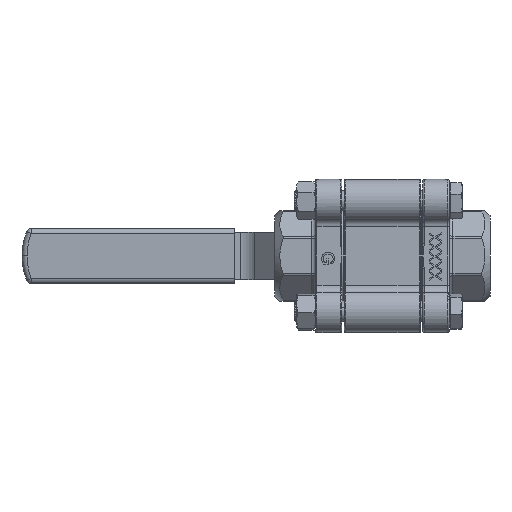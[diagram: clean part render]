
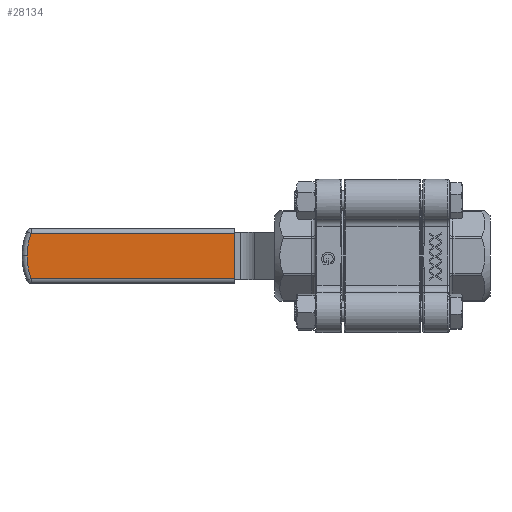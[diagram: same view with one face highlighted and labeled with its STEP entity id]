
A CAD part, front view. The second image highlights one B-rep face of the part: STEP entity #28134.
In plain terms, the highlighted planar face has unit normal (0, -1, 0).
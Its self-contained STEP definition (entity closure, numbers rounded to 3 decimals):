
#4300 = DIRECTION ( 'NONE',  ( 0., 1., 0. ) ) ;
#7554 = CARTESIAN_POINT ( 'NONE',  ( -117.5, 79.833, 0. ) ) ;
#9284 = LINE ( 'NONE', #33259, #55037 ) ;
#10066 = PLANE ( 'NONE',  #38460 ) ;
#10419 = VECTOR ( 'NONE', #36722, 1000. ) ;
#12300 = CARTESIAN_POINT ( 'NONE',  ( -140.287, 79.833, 9. ) ) ;
#13570 = DIRECTION ( 'NONE',  ( -1., 0., 0. ) ) ;
#13651 = CARTESIAN_POINT ( 'NONE',  ( -59., 79.833, -9. ) ) ;
#14265 = CARTESIAN_POINT ( 'NONE',  ( -141.609, 79.833, 9. ) ) ;
#19525 = AXIS2_PLACEMENT_3D ( 'NONE', #7554, #49327, #13570 ) ;
#21502 = CARTESIAN_POINT ( 'NONE',  ( -140.287, 79.833, -9. ) ) ;
#24720 = CARTESIAN_POINT ( 'NONE',  ( -59., 79.833, -9. ) ) ;
#24900 = ORIENTED_EDGE ( 'NONE', *, *, #71337, .T. ) ;
#25416 = CIRCLE ( 'NONE', #62119, 24.5 ) ;
#25639 = EDGE_CURVE ( 'NONE', #73363, #52154, #72039, .T. ) ;
#27292 = FACE_OUTER_BOUND ( 'NONE', #35968, .T. ) ;
#28134 = ADVANCED_FACE ( 'NONE', ( #27292 ), #10066, .F. ) ;
#32410 = DIRECTION ( 'NONE',  ( 0., -1., 0. ) ) ;
#33259 = CARTESIAN_POINT ( 'NONE',  ( -59., 79.833, -11. ) ) ;
#33746 = VECTOR ( 'NONE', #56517, 1000. ) ;
#35968 = EDGE_LOOP ( 'NONE', ( #60172, #24900, #36883, #52262, #45492 ) ) ;
#36722 = DIRECTION ( 'NONE',  ( 1., 0., 0. ) ) ;
#36883 = ORIENTED_EDGE ( 'NONE', *, *, #65535, .T. ) ;
#38460 = AXIS2_PLACEMENT_3D ( 'NONE', #40161, #4300, #46089 ) ;
#40161 = CARTESIAN_POINT ( 'NONE',  ( -117.5, 79.833, 0. ) ) ;
#45492 = ORIENTED_EDGE ( 'NONE', *, *, #25639, .T. ) ;
#46089 = DIRECTION ( 'NONE',  ( -1., 0., 0. ) ) ;
#49327 = DIRECTION ( 'NONE',  ( 0., -1., 0. ) ) ;
#49589 = LINE ( 'NONE', #14265, #33746 ) ;
#49737 = VERTEX_POINT ( 'NONE', #61640 ) ;
#52154 = VERTEX_POINT ( 'NONE', #13651 ) ;
#52262 = ORIENTED_EDGE ( 'NONE', *, *, #63888, .T. ) ;
#55037 = VECTOR ( 'NONE', #74927, 1000. ) ;
#56517 = DIRECTION ( 'NONE',  ( -1., 0., 0. ) ) ;
#60030 = VERTEX_POINT ( 'NONE', #12300 ) ;
#60172 = ORIENTED_EDGE ( 'NONE', *, *, #71790, .T. ) ;
#61640 = CARTESIAN_POINT ( 'NONE',  ( -142., 79.833, 0. ) ) ;
#62119 = AXIS2_PLACEMENT_3D ( 'NONE', #68080, #32410, #74056 ) ;
#63888 = EDGE_CURVE ( 'NONE', #49737, #73363, #77089, .T. ) ;
#64390 = CARTESIAN_POINT ( 'NONE',  ( -59., 79.833, 9. ) ) ;
#65535 = EDGE_CURVE ( 'NONE', #60030, #49737, #25416, .T. ) ;
#65728 = VERTEX_POINT ( 'NONE', #64390 ) ;
#68080 = CARTESIAN_POINT ( 'NONE',  ( -117.5, 79.833, 0. ) ) ;
#71337 = EDGE_CURVE ( 'NONE', #65728, #60030, #49589, .T. ) ;
#71790 = EDGE_CURVE ( 'NONE', #52154, #65728, #9284, .T. ) ;
#72039 = LINE ( 'NONE', #24720, #10419 ) ;
#73363 = VERTEX_POINT ( 'NONE', #21502 ) ;
#74056 = DIRECTION ( 'NONE',  ( -1., 0., 0. ) ) ;
#74927 = DIRECTION ( 'NONE',  ( 0., 0., 1. ) ) ;
#77089 = CIRCLE ( 'NONE', #19525, 24.5 ) ;
